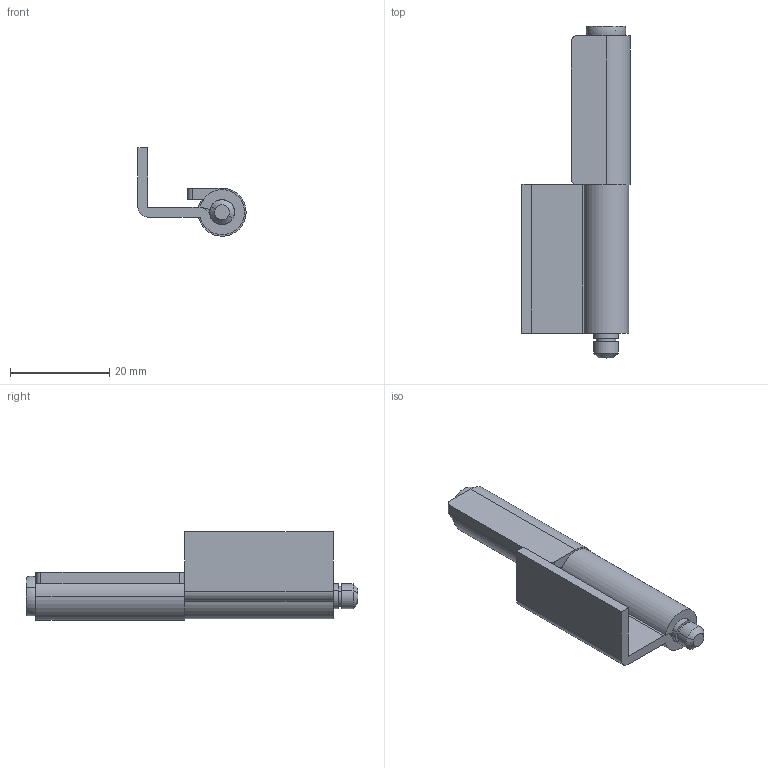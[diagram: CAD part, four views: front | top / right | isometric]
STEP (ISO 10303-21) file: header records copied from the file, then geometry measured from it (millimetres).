
FILE_DESCRIPTION (( 'STEP AP214' ), '1' );
FILE_NAME ('TH_73_2.STEP', '2015-05-22T00:58:37', ( '' ), ( '' ), 'SwSTEP 2.0', 'SolidWorks 2015', '' );
FILE_SCHEMA (( 'AUTOMOTIVE_DESIGN' ));
Length unit declared in the file: millimetre
Products named in the file (4): shaft; hinge piece_B; hinge piece_A; TH_73_2
Assembly tree (3 placements, depth 2):
  TH_73_2
    hinge piece_A
    hinge piece_B
    shaft
Bounding box: 21.85 x 67 x 17.85 mm (x, y, z)
Volume: 5950 mm3; surface area: 6082.8 mm2
Topology: 3 solids, 3 shells, 41 faces, 99 edges, 65 vertices
Faces by surface type: plane 19, cylinder 18, cone 2, sphere 2
Entity records: 1330 total; most frequent: DIRECTION 232, CARTESIAN_POINT 203, ORIENTED_EDGE 188, EDGE_CURVE 94, AXIS2_PLACEMENT_3D 91, VERTEX_POINT 62, VECTOR 50, LINE 50
